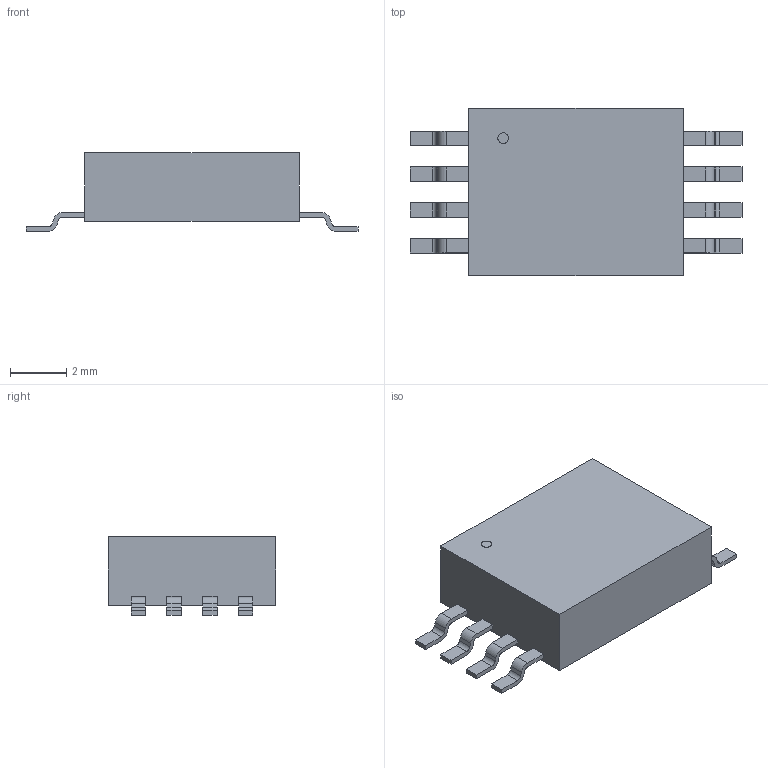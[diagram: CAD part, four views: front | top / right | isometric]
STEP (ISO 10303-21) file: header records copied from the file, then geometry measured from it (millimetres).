
FILE_DESCRIPTION(('STEP AP214'),'1');
FILE_NAME('DWV8_TEX','2021-08-10T09:51:26',(''),(''),'','','');
FILE_SCHEMA(('AUTOMOTIVE_DESIGN'));
Length unit declared in the file: millimetre
Products named in the file (1): product
Bounding box: 11.76 x 5.94 x 2.8 mm (x, y, z)
Volume: 111.7 mm3; surface area: 183.4 mm2
Topology: 10 solids, 10 shells, 121 faces, 303 edges, 202 vertices
Faces by surface type: plane 88, cylinder 33
Full cylindrical faces by diameter (mm): 0.38 x1
Entity records: 3488 total; most frequent: DIRECTION 614, ORIENTED_EDGE 604, CARTESIAN_POINT 359, EDGE_CURVE 302, LINE 236, VECTOR 236, VERTEX_POINT 202, AXIS2_PLACEMENT_3D 189
